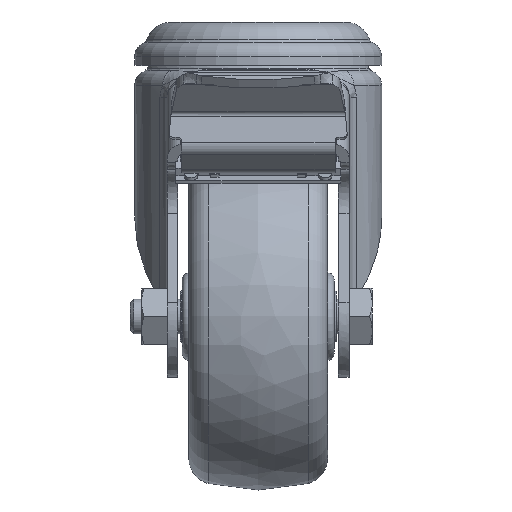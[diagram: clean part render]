
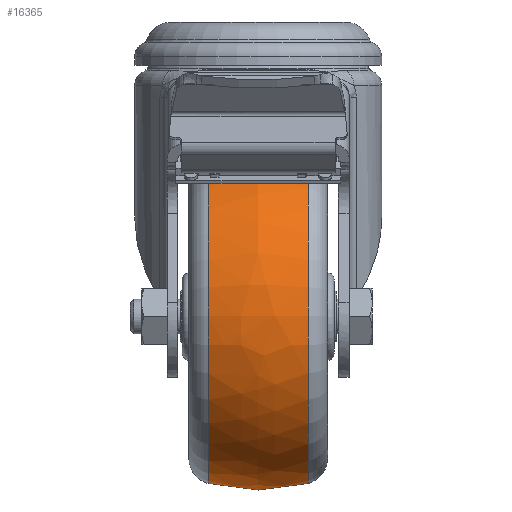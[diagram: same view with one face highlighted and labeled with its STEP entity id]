
A CAD part, top view. The second image highlights one B-rep face of the part: STEP entity #16365.
In plain terms, the highlighted free-form (B-spline) face has degree [2, 2] with [3, 9] control points.
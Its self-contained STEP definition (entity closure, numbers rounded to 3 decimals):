
#3684=(
BOUNDED_CURVE()
B_SPLINE_CURVE(2,(#23658,#23659,#23660),.UNSPECIFIED.,.F.,.F.)
B_SPLINE_CURVE_WITH_KNOTS((3,3),(-0.259,0.259),
 .UNSPECIFIED.)
CURVE()
GEOMETRIC_REPRESENTATION_ITEM()
RATIONAL_B_SPLINE_CURVE((1.,0.967,1.))
REPRESENTATION_ITEM('')
);
#3740=(
BOUNDED_SURFACE()
B_SPLINE_SURFACE(2,2,((#23629,#23630,#23631,#23632,#23633,#23634,#23635,
#23636,#23637),(#23638,#23639,#23640,#23641,#23642,#23643,#23644,#23645,
#23646),(#23647,#23648,#23649,#23650,#23651,#23652,#23653,#23654,#23655)),
 .UNSPECIFIED.,.F.,.T.,.F.)
B_SPLINE_SURFACE_WITH_KNOTS((3,3),(3,2,2,2,3),(-0.259,0.259),
(-3.142,-1.571,0.,1.571,3.142),
 .UNSPECIFIED.)
GEOMETRIC_REPRESENTATION_ITEM()
RATIONAL_B_SPLINE_SURFACE(((1.,0.707,1.,0.707,1.,
0.707,1.,0.707,1.),(0.967,0.683,
0.967,0.683,0.967,0.683,
0.967,0.683,0.967),(1.,0.707,
1.,0.707,1.,0.707,1.,0.707,1.)))
REPRESENTATION_ITEM('')
SURFACE()
);
#3912=FACE_OUTER_BOUND('',#4911,.T.);
#4911=EDGE_LOOP('',(#11068,#11069,#11070,#11071));
#5985=CIRCLE('',#17368,38.496);
#5987=CIRCLE('',#17370,38.496);
#6814=VERTEX_POINT('',#23625);
#6816=VERTEX_POINT('',#23656);
#8470=EDGE_CURVE('',#6814,#6814,#5985,.T.);
#8472=EDGE_CURVE('',#6816,#6816,#5987,.T.);
#8473=EDGE_CURVE('',#6816,#6814,#3684,.T.);
#11068=ORIENTED_EDGE('',*,*,#8472,.T.);
#11069=ORIENTED_EDGE('',*,*,#8473,.T.);
#11070=ORIENTED_EDGE('',*,*,#8470,.F.);
#11071=ORIENTED_EDGE('',*,*,#8473,.F.);
#16365=ADVANCED_FACE('',(#3912),#3740,.F.);
#17368=AXIS2_PLACEMENT_3D('',#23626,#19072,#19073);
#17370=AXIS2_PLACEMENT_3D('',#23657,#19076,#19077);
#19072=DIRECTION('center_axis',(-1.,0.,0.));
#19073=DIRECTION('ref_axis',(0.,0.,1.));
#19076=DIRECTION('center_axis',(-1.,0.,0.));
#19077=DIRECTION('ref_axis',(0.,0.,1.));
#23625=CARTESIAN_POINT('',(-11.538,-68.,78.496));
#23626=CARTESIAN_POINT('Origin',(-11.538,-68.,40.));
#23629=CARTESIAN_POINT('Ctrl Pts',(-11.538,-68.,
78.496));
#23630=CARTESIAN_POINT('Ctrl Pts',(-11.538,-106.496,
78.496));
#23631=CARTESIAN_POINT('Ctrl Pts',(-11.538,-106.496,
40.));
#23632=CARTESIAN_POINT('Ctrl Pts',(-11.538,-106.496,
1.504));
#23633=CARTESIAN_POINT('Ctrl Pts',(-11.538,-68.,
1.504));
#23634=CARTESIAN_POINT('Ctrl Pts',(-11.538,-29.504,
1.504));
#23635=CARTESIAN_POINT('Ctrl Pts',(-11.538,-29.504,40.));
#23636=CARTESIAN_POINT('Ctrl Pts',(-11.538,-29.504,
78.496));
#23637=CARTESIAN_POINT('Ctrl Pts',(-11.538,-68.,
78.496));
#23638=CARTESIAN_POINT('Ctrl Pts',(0.,-68.,81.556));
#23639=CARTESIAN_POINT('Ctrl Pts',(0.,-109.556,
81.556));
#23640=CARTESIAN_POINT('Ctrl Pts',(0.,-109.556,
40.));
#23641=CARTESIAN_POINT('Ctrl Pts',(0.,-109.556,
-1.556));
#23642=CARTESIAN_POINT('Ctrl Pts',(0.,-68.,-1.556));
#23643=CARTESIAN_POINT('Ctrl Pts',(0.,-26.444,
-1.556));
#23644=CARTESIAN_POINT('Ctrl Pts',(0.,-26.444,
40.));
#23645=CARTESIAN_POINT('Ctrl Pts',(0.,-26.444,
81.556));
#23646=CARTESIAN_POINT('Ctrl Pts',(0.,-68.,81.556));
#23647=CARTESIAN_POINT('Ctrl Pts',(11.538,-68.,78.496));
#23648=CARTESIAN_POINT('Ctrl Pts',(11.538,-106.496,78.496));
#23649=CARTESIAN_POINT('Ctrl Pts',(11.538,-106.496,40.));
#23650=CARTESIAN_POINT('Ctrl Pts',(11.538,-106.496,1.504));
#23651=CARTESIAN_POINT('Ctrl Pts',(11.538,-68.,1.504));
#23652=CARTESIAN_POINT('Ctrl Pts',(11.538,-29.504,1.504));
#23653=CARTESIAN_POINT('Ctrl Pts',(11.538,-29.504,40.));
#23654=CARTESIAN_POINT('Ctrl Pts',(11.538,-29.504,78.496));
#23655=CARTESIAN_POINT('Ctrl Pts',(11.538,-68.,78.496));
#23656=CARTESIAN_POINT('',(11.538,-68.,78.496));
#23657=CARTESIAN_POINT('Origin',(11.538,-68.,40.));
#23658=CARTESIAN_POINT('Ctrl Pts',(11.538,-68.,78.496));
#23659=CARTESIAN_POINT('Ctrl Pts',(0.,-68.,81.556));
#23660=CARTESIAN_POINT('Ctrl Pts',(-11.538,-68.,
78.496));
